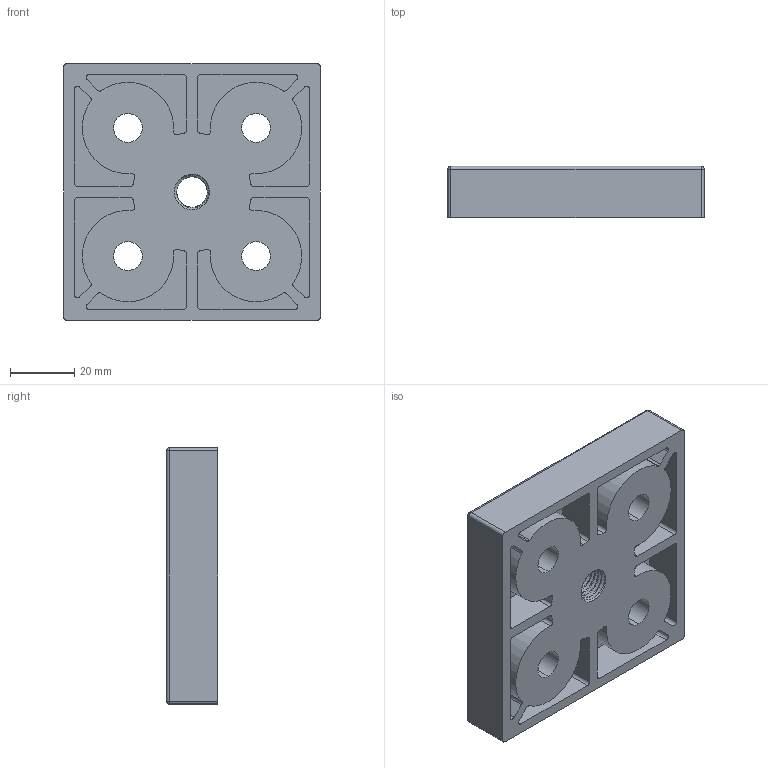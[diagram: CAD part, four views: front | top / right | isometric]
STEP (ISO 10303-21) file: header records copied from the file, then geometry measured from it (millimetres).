
FILE_DESCRIPTION (( 'STEP AP214' ), '1' );
FILE_NAME ('AL-308.0522À.01 Ïëàñòèíà äëÿ êðåïëåíèÿ îïîðû 80õ80.STEP', '2026-03-02T08:45:59', ( '' ), ( '' ), 'SwSTEP 2.0', 'SolidWorks 2021', '' );
FILE_SCHEMA (( 'AUTOMOTIVE_DESIGN' ));
Length unit declared in the file: millimetre
Products named in the file (1): AL-308.0522À.01 Ïëàñòèíà äëÿ êðåïëåíèÿ îïîðû 80õ80
Bounding box: 80 x 16 x 80 mm (x, y, z)
Volume: 73900.8 mm3; surface area: 29229.1 mm2
Topology: 1 solids, 1 shells, 176 faces, 468 edges, 302 vertices
Faces by surface type: cylinder 113, plane 42, cone 14, sphere 4, bspline 3
Entity records: 7887 total; most frequent: CARTESIAN_POINT 3430, DIRECTION 956, ORIENTED_EDGE 928, EDGE_CURVE 464, AXIS2_PLACEMENT_3D 374, VERTEX_POINT 302, LINE 208, VECTOR 208
